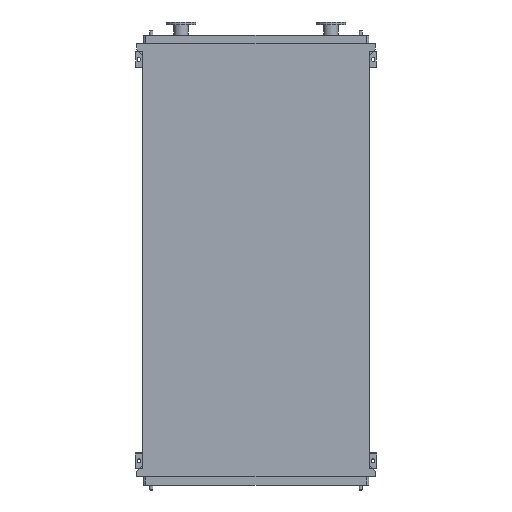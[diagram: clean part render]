
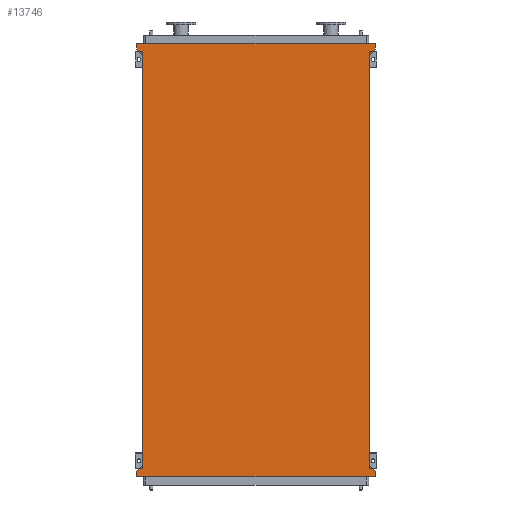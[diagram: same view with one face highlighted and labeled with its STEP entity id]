
A CAD part, front view. The second image highlights one B-rep face of the part: STEP entity #13746.
In plain terms, the highlighted planar face has unit normal (0, -1, 0).
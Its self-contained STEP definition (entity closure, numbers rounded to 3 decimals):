
#66 = VECTOR ( 'NONE', #3841, 1000. ) ;
#255 = EDGE_CURVE ( 'NONE', #10969, #7883, #5441, .T. ) ;
#263 = VERTEX_POINT ( 'NONE', #1194 ) ;
#560 = LINE ( 'NONE', #680, #66 ) ;
#680 = CARTESIAN_POINT ( 'NONE',  ( -891., 0., 53. ) ) ;
#1108 = DIRECTION ( 'NONE',  ( 0., 0., -1. ) ) ;
#1142 = VECTOR ( 'NONE', #9133, 1000. ) ;
#1194 = CARTESIAN_POINT ( 'NONE',  ( -845., 0., -3050. ) ) ;
#1526 = DIRECTION ( 'NONE',  ( 0., 0., 1. ) ) ;
#1634 = ORIENTED_EDGE ( 'NONE', *, *, #2348, .F. ) ;
#1650 = LINE ( 'NONE', #19202, #1142 ) ;
#1696 = CARTESIAN_POINT ( 'NONE',  ( 891., 0., -3145. ) ) ;
#1772 = ORIENTED_EDGE ( 'NONE', *, *, #11508, .F. ) ;
#1973 = ORIENTED_EDGE ( 'NONE', *, *, #15364, .F. ) ;
#2348 = EDGE_CURVE ( 'NONE', #7883, #5592, #9587, .T. ) ;
#2515 = ORIENTED_EDGE ( 'NONE', *, *, #16669, .F. ) ;
#3098 = ORIENTED_EDGE ( 'NONE', *, *, #17274, .F. ) ;
#3120 = LINE ( 'NONE', #10674, #15895 ) ;
#3309 = DIRECTION ( 'NONE',  ( 0., -1., 0. ) ) ;
#3319 = EDGE_CURVE ( 'NONE', #17879, #9681, #1650, .T. ) ;
#3323 = ORIENTED_EDGE ( 'NONE', *, *, #8207, .T. ) ;
#3406 = LINE ( 'NONE', #7268, #7087 ) ;
#3426 = VECTOR ( 'NONE', #1108, 1000. ) ;
#3841 = DIRECTION ( 'NONE',  ( 0., 0., 1. ) ) ;
#3981 = LINE ( 'NONE', #5151, #11505 ) ;
#4472 = EDGE_CURVE ( 'NONE', #5592, #263, #19212, .T. ) ;
#4895 = ORIENTED_EDGE ( 'NONE', *, *, #3319, .F. ) ;
#5050 = VERTEX_POINT ( 'NONE', #18232 ) ;
#5056 = VERTEX_POINT ( 'NONE', #9687 ) ;
#5151 = CARTESIAN_POINT ( 'NONE',  ( 845., 0., -3050. ) ) ;
#5368 = VECTOR ( 'NONE', #14395, 1000. ) ;
#5441 = LINE ( 'NONE', #5882, #12837 ) ;
#5592 = VERTEX_POINT ( 'NONE', #14529 ) ;
#5856 = LINE ( 'NONE', #17269, #5368 ) ;
#5857 = ORIENTED_EDGE ( 'NONE', *, *, #11863, .F. ) ;
#5882 = CARTESIAN_POINT ( 'NONE',  ( 891., 0., -3145. ) ) ;
#5957 = VERTEX_POINT ( 'NONE', #13081 ) ;
#6140 = DIRECTION ( 'NONE',  ( -0.655, 0., 0.755 ) ) ;
#6400 = PLANE ( 'NONE',  #6708 ) ;
#6496 = CARTESIAN_POINT ( 'NONE',  ( 845., 0., -3050. ) ) ;
#6708 = AXIS2_PLACEMENT_3D ( 'NONE', #18020, #3309, #13766 ) ;
#7082 = VECTOR ( 'NONE', #6140, 1000. ) ;
#7087 = VECTOR ( 'NONE', #17385, 1000. ) ;
#7245 = CARTESIAN_POINT ( 'NONE',  ( -891., 0., 95. ) ) ;
#7268 = CARTESIAN_POINT ( 'NONE',  ( 891., 0., 53. ) ) ;
#7578 = LINE ( 'NONE', #10308, #3426 ) ;
#7826 = VERTEX_POINT ( 'NONE', #9200 ) ;
#7883 = VERTEX_POINT ( 'NONE', #13612 ) ;
#8070 = VECTOR ( 'NONE', #17772, 1000. ) ;
#8153 = VECTOR ( 'NONE', #9768, 1000. ) ;
#8207 = EDGE_CURVE ( 'NONE', #8687, #5957, #3981, .T. ) ;
#8330 = CARTESIAN_POINT ( 'NONE',  ( -891., 0., -3145. ) ) ;
#8687 = VERTEX_POINT ( 'NONE', #6496 ) ;
#9133 = DIRECTION ( 'NONE',  ( 1., 0., 0. ) ) ;
#9156 = CARTESIAN_POINT ( 'NONE',  ( 891., 0., 95. ) ) ;
#9200 = CARTESIAN_POINT ( 'NONE',  ( -891., 0., 53. ) ) ;
#9275 = FACE_OUTER_BOUND ( 'NONE', #13523, .T. ) ;
#9372 = ORIENTED_EDGE ( 'NONE', *, *, #14404, .F. ) ;
#9587 = LINE ( 'NONE', #8330, #17242 ) ;
#9681 = VERTEX_POINT ( 'NONE', #15635 ) ;
#9687 = CARTESIAN_POINT ( 'NONE',  ( 891., 0., -3103. ) ) ;
#9768 = DIRECTION ( 'NONE',  ( 0.655, 0., 0.755 ) ) ;
#9811 = DIRECTION ( 'NONE',  ( 0., 0., 1. ) ) ;
#10223 = ORIENTED_EDGE ( 'NONE', *, *, #255, .F. ) ;
#10308 = CARTESIAN_POINT ( 'NONE',  ( 891., 0., -3103. ) ) ;
#10674 = CARTESIAN_POINT ( 'NONE',  ( -845., 0., -3050. ) ) ;
#10969 = VERTEX_POINT ( 'NONE', #1696 ) ;
#11289 = ORIENTED_EDGE ( 'NONE', *, *, #18737, .F. ) ;
#11505 = VECTOR ( 'NONE', #13998, 1000. ) ;
#11508 = EDGE_CURVE ( 'NONE', #5050, #7826, #18155, .T. ) ;
#11698 = ORIENTED_EDGE ( 'NONE', *, *, #4472, .F. ) ;
#11863 = EDGE_CURVE ( 'NONE', #8687, #5056, #5856, .T. ) ;
#11955 = LINE ( 'NONE', #9156, #8070 ) ;
#12837 = VECTOR ( 'NONE', #14677, 1000. ) ;
#13081 = CARTESIAN_POINT ( 'NONE',  ( 845., 0., 0. ) ) ;
#13407 = CARTESIAN_POINT ( 'NONE',  ( 891., 0., 53. ) ) ;
#13456 = CARTESIAN_POINT ( 'NONE',  ( -845., 0., 0. ) ) ;
#13523 = EDGE_LOOP ( 'NONE', ( #3323, #3098, #1973, #4895, #9372, #1772, #11289, #11698, #1634, #10223, #2515, #5857 ) ) ;
#13612 = CARTESIAN_POINT ( 'NONE',  ( -891., 0., -3145. ) ) ;
#13746 = ADVANCED_FACE ( 'NONE', ( #9275 ), #6400, .T. ) ;
#13766 = DIRECTION ( 'NONE',  ( 0., 0., -1. ) ) ;
#13998 = DIRECTION ( 'NONE',  ( 0., 0., 1. ) ) ;
#14395 = DIRECTION ( 'NONE',  ( 0.655, 0., -0.755 ) ) ;
#14404 = EDGE_CURVE ( 'NONE', #7826, #17879, #560, .T. ) ;
#14529 = CARTESIAN_POINT ( 'NONE',  ( -891., 0., -3103. ) ) ;
#14670 = VERTEX_POINT ( 'NONE', #13407 ) ;
#14677 = DIRECTION ( 'NONE',  ( -1., 0., 0. ) ) ;
#15364 = EDGE_CURVE ( 'NONE', #9681, #14670, #11955, .T. ) ;
#15635 = CARTESIAN_POINT ( 'NONE',  ( 891., 0., 95. ) ) ;
#15895 = VECTOR ( 'NONE', #1526, 1000. ) ;
#16669 = EDGE_CURVE ( 'NONE', #5056, #10969, #7578, .T. ) ;
#17242 = VECTOR ( 'NONE', #9811, 1000. ) ;
#17269 = CARTESIAN_POINT ( 'NONE',  ( 845., 0., -3050. ) ) ;
#17274 = EDGE_CURVE ( 'NONE', #14670, #5957, #3406, .T. ) ;
#17385 = DIRECTION ( 'NONE',  ( -0.655, 0., -0.755 ) ) ;
#17772 = DIRECTION ( 'NONE',  ( 0., 0., -1. ) ) ;
#17879 = VERTEX_POINT ( 'NONE', #7245 ) ;
#18020 = CARTESIAN_POINT ( 'NONE',  ( -845., 0., -3050. ) ) ;
#18155 = LINE ( 'NONE', #13456, #7082 ) ;
#18232 = CARTESIAN_POINT ( 'NONE',  ( -845., 0., 0. ) ) ;
#18377 = CARTESIAN_POINT ( 'NONE',  ( -891., 0., -3103. ) ) ;
#18737 = EDGE_CURVE ( 'NONE', #263, #5050, #3120, .T. ) ;
#19202 = CARTESIAN_POINT ( 'NONE',  ( -891., 0., 95. ) ) ;
#19212 = LINE ( 'NONE', #18377, #8153 ) ;
